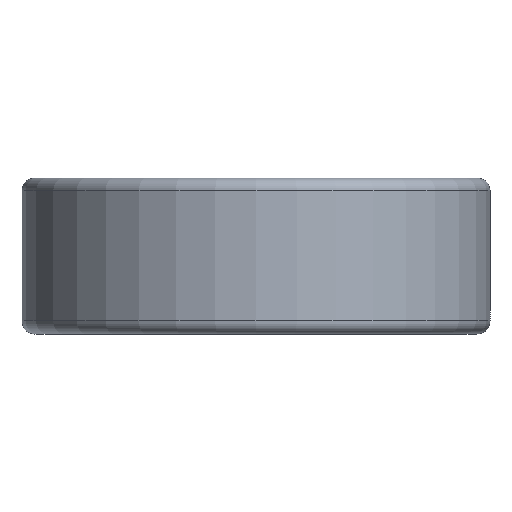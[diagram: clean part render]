
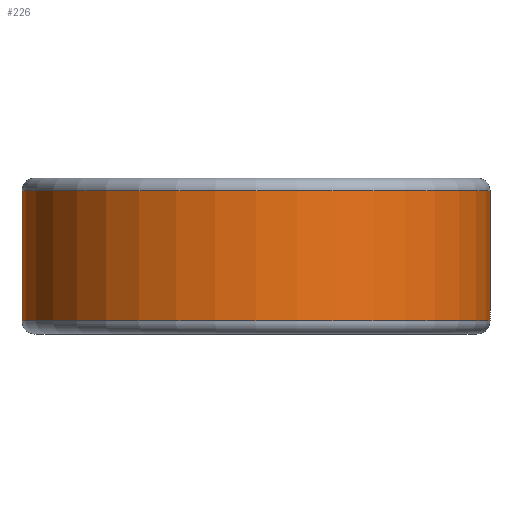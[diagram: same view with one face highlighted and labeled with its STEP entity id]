
A CAD part, front view. The second image highlights one B-rep face of the part: STEP entity #226.
In plain terms, the highlighted cylindrical face has radius 14.287 mm (diameter 28.575 mm), a full revolution.
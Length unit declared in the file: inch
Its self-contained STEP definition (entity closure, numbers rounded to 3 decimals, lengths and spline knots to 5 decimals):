
#23=CYLINDRICAL_SURFACE('',#262,0.5625);
#36=FACE_BOUND('',#86,.T.);
#56=FACE_OUTER_BOUND('',#85,.T.);
#85=EDGE_LOOP('',(#185));
#86=EDGE_LOOP('',(#186));
#120=CIRCLE('',#261,0.5625);
#121=CIRCLE('',#263,0.5625);
#140=VERTEX_POINT('',#397);
#141=VERTEX_POINT('',#400);
#160=EDGE_CURVE('',#140,#140,#120,.T.);
#161=EDGE_CURVE('',#141,#141,#121,.T.);
#185=ORIENTED_EDGE('',*,*,#161,.F.);
#186=ORIENTED_EDGE('',*,*,#160,.F.);
#226=ADVANCED_FACE('',(#56,#36),#23,.T.);
#261=AXIS2_PLACEMENT_3D('',#398,#325,#326);
#262=AXIS2_PLACEMENT_3D('',#399,#327,#328);
#263=AXIS2_PLACEMENT_3D('',#401,#329,#330);
#325=DIRECTION('center_axis',(0.,0.,
1.));
#326=DIRECTION('ref_axis',(-1.,0.,0.));
#327=DIRECTION('center_axis',(0.,0.,
1.));
#328=DIRECTION('ref_axis',(-1.,0.,0.));
#329=DIRECTION('center_axis',(0.,0.,
-1.));
#330=DIRECTION('ref_axis',(-1.,0.,0.));
#397=CARTESIAN_POINT('',(-0.5625,0.,0.15625));
#398=CARTESIAN_POINT('Origin',(0.,0.,0.15625));
#399=CARTESIAN_POINT('Origin',(0.,0.,0.));
#400=CARTESIAN_POINT('',(-0.5625,0.,-0.15625));
#401=CARTESIAN_POINT('Origin',(0.,0.,-0.15625));
